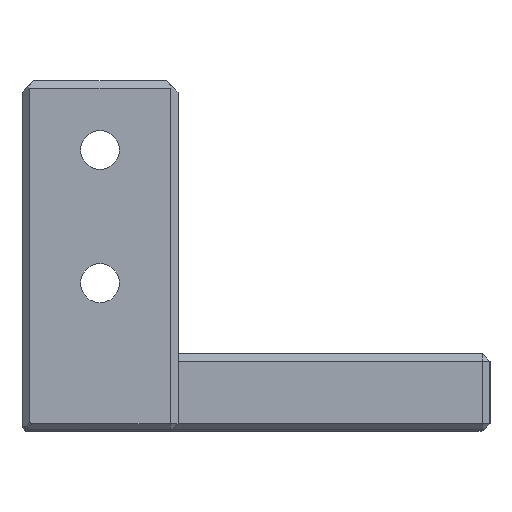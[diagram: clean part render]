
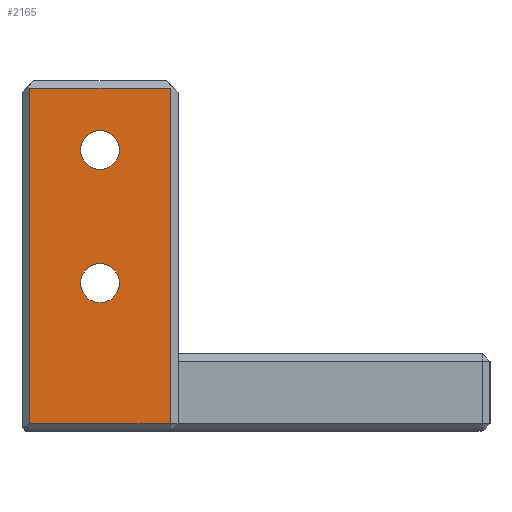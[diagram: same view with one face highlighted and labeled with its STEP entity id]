
A CAD part, left-side view. The second image highlights one B-rep face of the part: STEP entity #2165.
In plain terms, the highlighted planar face has unit normal (-1, 0, 0).
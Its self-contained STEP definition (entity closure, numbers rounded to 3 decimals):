
#64=B_SPLINE_CURVE_WITH_KNOTS('',3,(#3438,#3439,#3440,#3441),
 .UNSPECIFIED.,.F.,.F.,(4,4),(0.,0.),.UNSPECIFIED.);
#147=CIRCLE('',#2341,2.5);
#148=CIRCLE('',#2342,2.5);
#335=ORIENTED_EDGE('',*,*,#931,.T.);
#336=ORIENTED_EDGE('',*,*,#932,.T.);
#337=ORIENTED_EDGE('',*,*,#933,.T.);
#338=ORIENTED_EDGE('',*,*,#934,.T.);
#339=ORIENTED_EDGE('',*,*,#935,.T.);
#340=ORIENTED_EDGE('',*,*,#936,.T.);
#341=ORIENTED_EDGE('',*,*,#937,.T.);
#931=EDGE_CURVE('',#1230,#1231,#1415,.T.);
#932=EDGE_CURVE('',#1231,#1232,#64,.T.);
#933=EDGE_CURVE('',#1232,#1233,#1416,.T.);
#934=EDGE_CURVE('',#1233,#1234,#1417,.T.);
#935=EDGE_CURVE('',#1234,#1230,#1418,.T.);
#936=EDGE_CURVE('',#1235,#1235,#147,.T.);
#937=EDGE_CURVE('',#1236,#1236,#148,.T.);
#1230=VERTEX_POINT('',#3436);
#1231=VERTEX_POINT('',#3437);
#1232=VERTEX_POINT('',#3442);
#1233=VERTEX_POINT('',#3444);
#1234=VERTEX_POINT('',#3446);
#1235=VERTEX_POINT('',#3449);
#1236=VERTEX_POINT('',#3451);
#1415=LINE('',#3435,#1605);
#1416=LINE('',#3443,#1606);
#1417=LINE('',#3445,#1607);
#1418=LINE('',#3447,#1608);
#1605=VECTOR('',#2690,1000.);
#1606=VECTOR('',#2691,1000.);
#1607=VECTOR('',#2692,1000.);
#1608=VECTOR('',#2693,1000.);
#1762=EDGE_LOOP('',(#335,#336,#337,#338,#339));
#1763=EDGE_LOOP('',(#340));
#1764=EDGE_LOOP('',(#341));
#1928=FACE_BOUND('',#1762,.T.);
#1929=FACE_BOUND('',#1763,.T.);
#1930=FACE_BOUND('',#1764,.T.);
#2078=PLANE('',#2340);
#2165=ADVANCED_FACE('',(#1928,#1929,#1930),#2078,.F.);
#2340=AXIS2_PLACEMENT_3D('',#3434,#2688,#2689);
#2341=AXIS2_PLACEMENT_3D('',#3448,#2694,#2695);
#2342=AXIS2_PLACEMENT_3D('',#3450,#2696,#2697);
#2688=DIRECTION('',(1.,0.,0.));
#2689=DIRECTION('',(0.,-1.,0.));
#2690=DIRECTION('',(0.,0.,-1.));
#2691=DIRECTION('',(0.,-1.,0.));
#2692=DIRECTION('',(0.,0.,1.));
#2693=DIRECTION('',(0.,1.,0.));
#2694=DIRECTION('',(1.,0.,0.));
#2695=DIRECTION('',(0.,-1.,0.));
#2696=DIRECTION('',(1.,0.,0.));
#2697=DIRECTION('',(0.,-1.,0.));
#3434=CARTESIAN_POINT('',(-30.,-20.,-5.));
#3435=CARTESIAN_POINT('',(-30.,-1.,-10.));
#3436=CARTESIAN_POINT('',(-30.,-1.,34.));
#3437=CARTESIAN_POINT('',(-30.,-1.,-8.836));
#3438=CARTESIAN_POINT('',(-30.,-1.,-8.836));
#3439=CARTESIAN_POINT('',(-30.,-1.059,-8.951));
#3440=CARTESIAN_POINT('',(-30.,-1.196,-9.));
#3441=CARTESIAN_POINT('',(-30.,-1.325,-9.));
#3442=CARTESIAN_POINT('',(-30.,-1.325,-9.));
#3443=CARTESIAN_POINT('',(-30.,-20.,-9.));
#3444=CARTESIAN_POINT('',(-30.,-19.,-9.));
#3445=CARTESIAN_POINT('',(-30.,-19.,-5.));
#3446=CARTESIAN_POINT('',(-30.,-19.,34.));
#3447=CARTESIAN_POINT('',(-30.,-1.5,34.));
#3448=CARTESIAN_POINT('',(-30.,-10.,26.094));
#3449=CARTESIAN_POINT('',(-30.,-12.5,26.094));
#3450=CARTESIAN_POINT('',(-30.,-10.,9.02));
#3451=CARTESIAN_POINT('',(-30.,-12.5,9.02));
